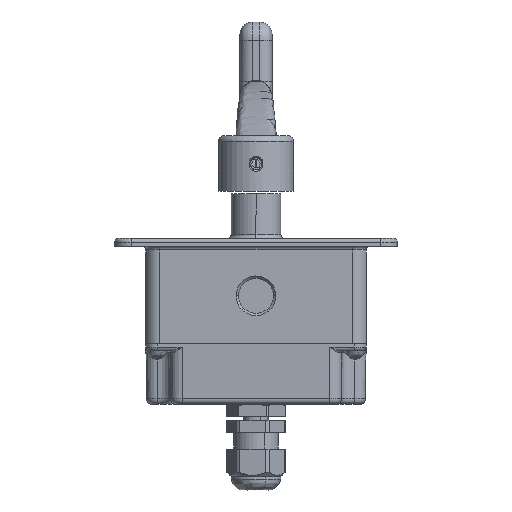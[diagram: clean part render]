
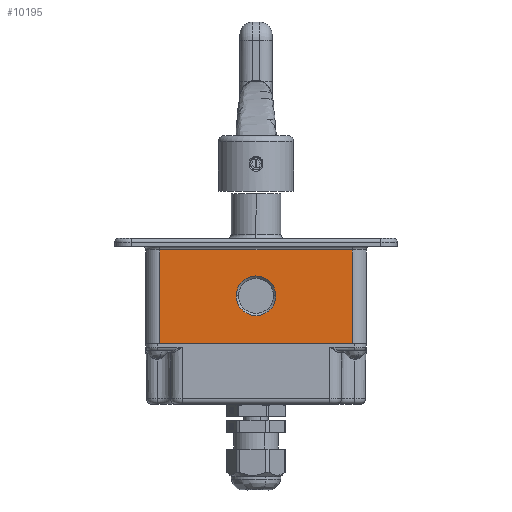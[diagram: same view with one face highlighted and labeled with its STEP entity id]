
A CAD part, front view. The second image highlights one B-rep face of the part: STEP entity #10195.
In plain terms, the highlighted planar face has unit normal (0, -1, 0).
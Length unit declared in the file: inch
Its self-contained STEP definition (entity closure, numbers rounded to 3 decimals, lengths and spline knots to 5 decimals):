
#787 = DIRECTION ( 'NONE',  ( 1., 0., 0. ) ) ;
#830 = LINE ( 'NONE', #13299, #19991 ) ;
#982 = ORIENTED_EDGE ( 'NONE', *, *, #30408, .F. ) ;
#2253 = DIRECTION ( 'NONE',  ( 0., -1., 0. ) ) ;
#2435 = VECTOR ( 'NONE', #22668, 39.37008 ) ;
#2447 = CARTESIAN_POINT ( 'NONE',  ( -0.3248, -2.915, -0.8125 ) ) ;
#2503 = VERTEX_POINT ( 'NONE', #10453 ) ;
#4135 = EDGE_LOOP ( 'NONE', ( #5043, #7083, #6049, #982 ) ) ;
#4281 = CARTESIAN_POINT ( 'NONE',  ( 1.5775, -2.915, -1.59 ) ) ;
#5043 = ORIENTED_EDGE ( 'NONE', *, *, #25914, .T. ) ;
#5427 = CARTESIAN_POINT ( 'NONE',  ( 0., -2.915, -1.59 ) ) ;
#5759 = VERTEX_POINT ( 'NONE', #22285 ) ;
#6049 = ORIENTED_EDGE ( 'NONE', *, *, #15091, .F. ) ;
#6082 = LINE ( 'NONE', #5427, #2435 ) ;
#6244 = DIRECTION ( 'NONE',  ( 0., -1., 0. ) ) ;
#6934 = PLANE ( 'NONE',  #12563 ) ;
#7083 = ORIENTED_EDGE ( 'NONE', *, *, #22712, .T. ) ;
#7251 = DIRECTION ( 'NONE',  ( 0., 1., 0. ) ) ;
#7950 = AXIS2_PLACEMENT_3D ( 'NONE', #30129, #6244, #787 ) ;
#8401 = VERTEX_POINT ( 'NONE', #4281 ) ;
#10195 = ADVANCED_FACE ( 'NONE', ( #19054, #30980 ), #6934, .F. ) ;
#10453 = CARTESIAN_POINT ( 'NONE',  ( -1.5775, -2.915, -0.0625 ) ) ;
#10579 = ORIENTED_EDGE ( 'NONE', *, *, #29523, .F. ) ;
#10685 = VECTOR ( 'NONE', #13285, 39.37008 ) ;
#11333 = EDGE_CURVE ( 'NONE', #14521, #18309, #29301, .T. ) ;
#12513 = DIRECTION ( 'NONE',  ( -1., 0., 0. ) ) ;
#12563 = AXIS2_PLACEMENT_3D ( 'NONE', #22091, #7251, #12513 ) ;
#12659 = DIRECTION ( 'NONE',  ( 1., 0., 0. ) ) ;
#13285 = DIRECTION ( 'NONE',  ( 0., 0., 1. ) ) ;
#13299 = CARTESIAN_POINT ( 'NONE',  ( -1.5775, -2.915, -1.59 ) ) ;
#14379 = CARTESIAN_POINT ( 'NONE',  ( 0., -2.915, -0.8125 ) ) ;
#14521 = VERTEX_POINT ( 'NONE', #16713 ) ;
#14745 = EDGE_LOOP ( 'NONE', ( #27693, #10579 ) ) ;
#15091 = EDGE_CURVE ( 'NONE', #5759, #2503, #830, .T. ) ;
#16604 = CARTESIAN_POINT ( 'NONE',  ( 0., -2.915, -0.0625 ) ) ;
#16713 = CARTESIAN_POINT ( 'NONE',  ( 0.3248, -2.915, -0.8125 ) ) ;
#18309 = VERTEX_POINT ( 'NONE', #2447 ) ;
#19054 = FACE_OUTER_BOUND ( 'NONE', #4135, .T. ) ;
#19306 = LINE ( 'NONE', #16604, #19344 ) ;
#19344 = VECTOR ( 'NONE', #26269, 39.37008 ) ;
#19991 = VECTOR ( 'NONE', #23032, 39.37008 ) ;
#21241 = AXIS2_PLACEMENT_3D ( 'NONE', #14379, #2253, #12659 ) ;
#21682 = CARTESIAN_POINT ( 'NONE',  ( 1.5775, -2.915, -0.0625 ) ) ;
#22091 = CARTESIAN_POINT ( 'NONE',  ( 0., -2.915, -1.59 ) ) ;
#22285 = CARTESIAN_POINT ( 'NONE',  ( -1.5775, -2.915, -1.59 ) ) ;
#22552 = LINE ( 'NONE', #23014, #10685 ) ;
#22668 = DIRECTION ( 'NONE',  ( -1., 0., 0. ) ) ;
#22712 = EDGE_CURVE ( 'NONE', #29596, #2503, #19306, .T. ) ;
#23014 = CARTESIAN_POINT ( 'NONE',  ( 1.5775, -2.915, -1.59 ) ) ;
#23032 = DIRECTION ( 'NONE',  ( 0., 0., 1. ) ) ;
#23284 = CIRCLE ( 'NONE', #21241, 0.3248 ) ;
#25914 = EDGE_CURVE ( 'NONE', #8401, #29596, #22552, .T. ) ;
#26269 = DIRECTION ( 'NONE',  ( -1., 0., 0. ) ) ;
#27693 = ORIENTED_EDGE ( 'NONE', *, *, #11333, .F. ) ;
#29301 = CIRCLE ( 'NONE', #7950, 0.3248 ) ;
#29523 = EDGE_CURVE ( 'NONE', #18309, #14521, #23284, .T. ) ;
#29596 = VERTEX_POINT ( 'NONE', #21682 ) ;
#30129 = CARTESIAN_POINT ( 'NONE',  ( 0., -2.915, -0.8125 ) ) ;
#30408 = EDGE_CURVE ( 'NONE', #8401, #5759, #6082, .T. ) ;
#30980 = FACE_BOUND ( 'NONE', #14745, .T. ) ;
